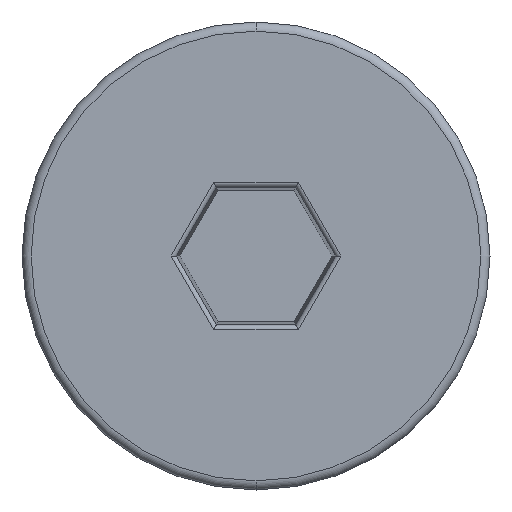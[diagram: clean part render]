
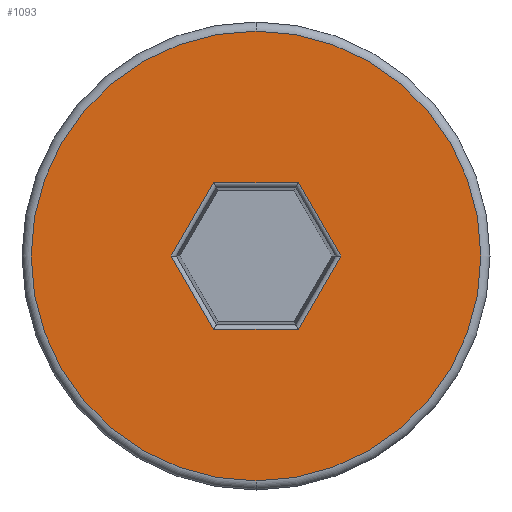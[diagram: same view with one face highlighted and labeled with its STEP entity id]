
A CAD part, left-side view. The second image highlights one B-rep face of the part: STEP entity #1093.
In plain terms, the highlighted planar face has unit normal (-1, 0, 0).
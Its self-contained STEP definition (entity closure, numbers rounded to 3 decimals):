
#35 = LINE ( 'NONE', #2911, #1855 ) ;
#216 = VERTEX_POINT ( 'NONE', #1819 ) ;
#237 = ORIENTED_EDGE ( 'NONE', *, *, #3112, .T. ) ;
#368 = FACE_OUTER_BOUND ( 'NONE', #1355, .T. ) ;
#371 = VERTEX_POINT ( 'NONE', #1313 ) ;
#382 = DIRECTION ( 'NONE',  ( 1., 0., 0. ) ) ;
#404 = LINE ( 'NONE', #1933, #871 ) ;
#452 = CARTESIAN_POINT ( 'NONE',  ( 0., 0.928, 1.607 ) ) ;
#616 = ORIENTED_EDGE ( 'NONE', *, *, #1263, .T. ) ;
#655 = VERTEX_POINT ( 'NONE', #2800 ) ;
#756 = CARTESIAN_POINT ( 'NONE',  ( 0., 0.928, -1.607 ) ) ;
#820 = CIRCLE ( 'NONE', #3344, 4.917 ) ;
#836 = VERTEX_POINT ( 'NONE', #756 ) ;
#870 = CARTESIAN_POINT ( 'NONE',  ( 0., 0., 0. ) ) ;
#871 = VECTOR ( 'NONE', #2250, 1000. ) ;
#937 = CARTESIAN_POINT ( 'NONE',  ( 0., -1.855, 0. ) ) ;
#1016 = CARTESIAN_POINT ( 'NONE',  ( 0., 1.391, 0.803 ) ) ;
#1032 = DIRECTION ( 'NONE',  ( 0., -0.5, 0.866 ) ) ;
#1093 = ADVANCED_FACE ( 'NONE', ( #2481, #368 ), #3280, .F. ) ;
#1107 = VERTEX_POINT ( 'NONE', #3258 ) ;
#1141 = CARTESIAN_POINT ( 'NONE',  ( 0., 1.391, -0.803 ) ) ;
#1144 = ORIENTED_EDGE ( 'NONE', *, *, #1451, .T. ) ;
#1159 = CIRCLE ( 'NONE', #2471, 4.917 ) ;
#1263 = EDGE_CURVE ( 'NONE', #836, #655, #1998, .T. ) ;
#1313 = CARTESIAN_POINT ( 'NONE',  ( 0., 0., -4.917 ) ) ;
#1355 = EDGE_LOOP ( 'NONE', ( #2989, #3071 ) ) ;
#1388 = CARTESIAN_POINT ( 'NONE',  ( 0., -1.391, 0.803 ) ) ;
#1397 = DIRECTION ( 'NONE',  ( 0., 0., -1. ) ) ;
#1425 = DIRECTION ( 'NONE',  ( -1., 0., 0. ) ) ;
#1444 = DIRECTION ( 'NONE',  ( -1., 0., 0. ) ) ;
#1451 = EDGE_CURVE ( 'NONE', #655, #3308, #2644, .T. ) ;
#1484 = CARTESIAN_POINT ( 'NONE',  ( 0., 0., -1.607 ) ) ;
#1494 = DIRECTION ( 'NONE',  ( 0., -1., 0. ) ) ;
#1599 = VECTOR ( 'NONE', #3012, 1000. ) ;
#1700 = DIRECTION ( 'NONE',  ( 0., 0., -1. ) ) ;
#1819 = CARTESIAN_POINT ( 'NONE',  ( 0., -0.928, 1.607 ) ) ;
#1849 = VECTOR ( 'NONE', #1032, 1000. ) ;
#1855 = VECTOR ( 'NONE', #1494, 1000. ) ;
#1925 = CARTESIAN_POINT ( 'NONE',  ( 0., 0., 4.917 ) ) ;
#1933 = CARTESIAN_POINT ( 'NONE',  ( 0., -1.391, -0.803 ) ) ;
#1937 = ORIENTED_EDGE ( 'NONE', *, *, #2841, .T. ) ;
#1983 = CARTESIAN_POINT ( 'NONE',  ( 0., 0., 0. ) ) ;
#1998 = LINE ( 'NONE', #1141, #1599 ) ;
#2101 = VECTOR ( 'NONE', #3448, 1000. ) ;
#2250 = DIRECTION ( 'NONE',  ( 0., 0.5, -0.866 ) ) ;
#2418 = ORIENTED_EDGE ( 'NONE', *, *, #2821, .T. ) ;
#2467 = EDGE_CURVE ( 'NONE', #216, #3283, #2939, .T. ) ;
#2471 = AXIS2_PLACEMENT_3D ( 'NONE', #1983, #1444, #1700 ) ;
#2481 = FACE_BOUND ( 'NONE', #3003, .T. ) ;
#2520 = EDGE_CURVE ( 'NONE', #2562, #371, #820, .T. ) ;
#2562 = VERTEX_POINT ( 'NONE', #1925 ) ;
#2644 = LINE ( 'NONE', #1016, #1849 ) ;
#2744 = DIRECTION ( 'NONE',  ( 0., 0., -1. ) ) ;
#2745 = VECTOR ( 'NONE', #3030, 1000. ) ;
#2776 = LINE ( 'NONE', #1484, #2101 ) ;
#2800 = CARTESIAN_POINT ( 'NONE',  ( 0., 1.855, 0. ) ) ;
#2820 = AXIS2_PLACEMENT_3D ( 'NONE', #3002, #382, #1397 ) ;
#2821 = EDGE_CURVE ( 'NONE', #1107, #836, #2776, .T. ) ;
#2841 = EDGE_CURVE ( 'NONE', #3308, #216, #35, .T. ) ;
#2911 = CARTESIAN_POINT ( 'NONE',  ( 0., 0., 1.607 ) ) ;
#2939 = LINE ( 'NONE', #1388, #2745 ) ;
#2989 = ORIENTED_EDGE ( 'NONE', *, *, #3141, .T. ) ;
#3002 = CARTESIAN_POINT ( 'NONE',  ( 0., 0., 0. ) ) ;
#3003 = EDGE_LOOP ( 'NONE', ( #2418, #616, #1144, #1937, #3251, #237 ) ) ;
#3012 = DIRECTION ( 'NONE',  ( 0., 0.5, 0.866 ) ) ;
#3030 = DIRECTION ( 'NONE',  ( 0., -0.5, -0.866 ) ) ;
#3071 = ORIENTED_EDGE ( 'NONE', *, *, #2520, .T. ) ;
#3112 = EDGE_CURVE ( 'NONE', #3283, #1107, #404, .T. ) ;
#3141 = EDGE_CURVE ( 'NONE', #371, #2562, #1159, .T. ) ;
#3251 = ORIENTED_EDGE ( 'NONE', *, *, #2467, .T. ) ;
#3258 = CARTESIAN_POINT ( 'NONE',  ( 0., -0.928, -1.607 ) ) ;
#3280 = PLANE ( 'NONE',  #2820 ) ;
#3283 = VERTEX_POINT ( 'NONE', #937 ) ;
#3308 = VERTEX_POINT ( 'NONE', #452 ) ;
#3344 = AXIS2_PLACEMENT_3D ( 'NONE', #870, #1425, #2744 ) ;
#3448 = DIRECTION ( 'NONE',  ( 0., 1., 0. ) ) ;
